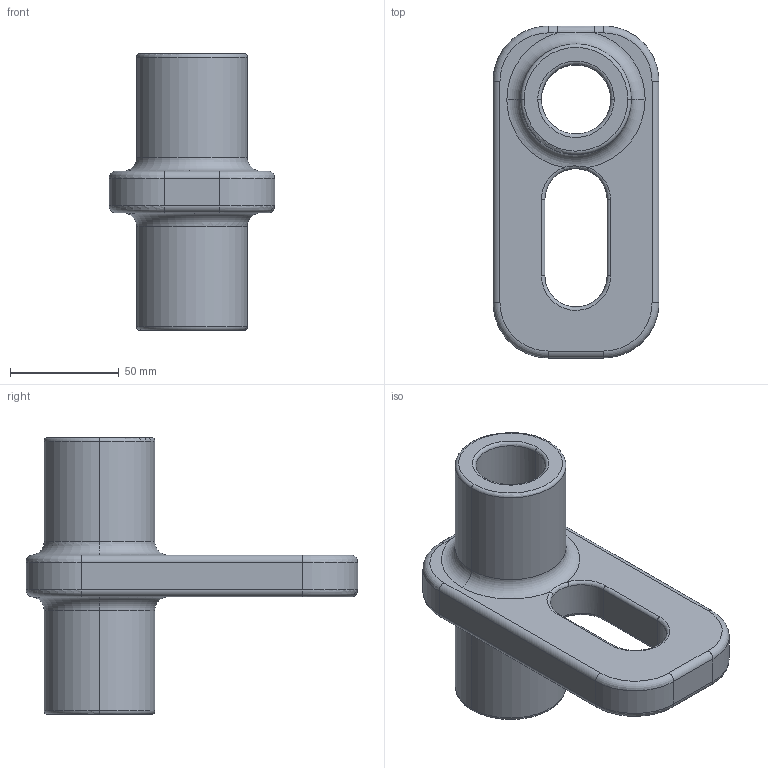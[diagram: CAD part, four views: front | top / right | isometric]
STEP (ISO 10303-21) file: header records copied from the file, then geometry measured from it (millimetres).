
FILE_DESCRIPTION (( 'STEP AP203' ), '1' );
FILE_NAME ('Trolley Hanger.stp.STEP', '2025-09-15T21:12:11', ( '' ), ( '' ), 'SwSTEP 2.0', 'SolidWorks 2023', '' );
FILE_SCHEMA (( 'CONFIG_CONTROL_DESIGN' ));
Length unit declared in the file: centimetre
Products named in the file (1): Trolley Hanger.stp
Bounding box: 76.2 x 152.4 x 127 mm (x, y, z)
Surface area: 55573.1 mm2 (no closed solid volume)
Topology: 0 solids, 2 shells, 67 faces, 156 edges, 90 vertices
Faces by surface type: torus 26, cylinder 26, plane 11, bspline 4
Entity records: 3420 total; most frequent: CARTESIAN_POINT 2127, ORIENTED_EDGE 310, DIRECTION 158, EDGE_CURVE 156, B_SPLINE_CURVE_WITH_KNOTS 131, VERTEX_POINT 90, AXIS2_PLACEMENT_3D 76, EDGE_LOOP 69
